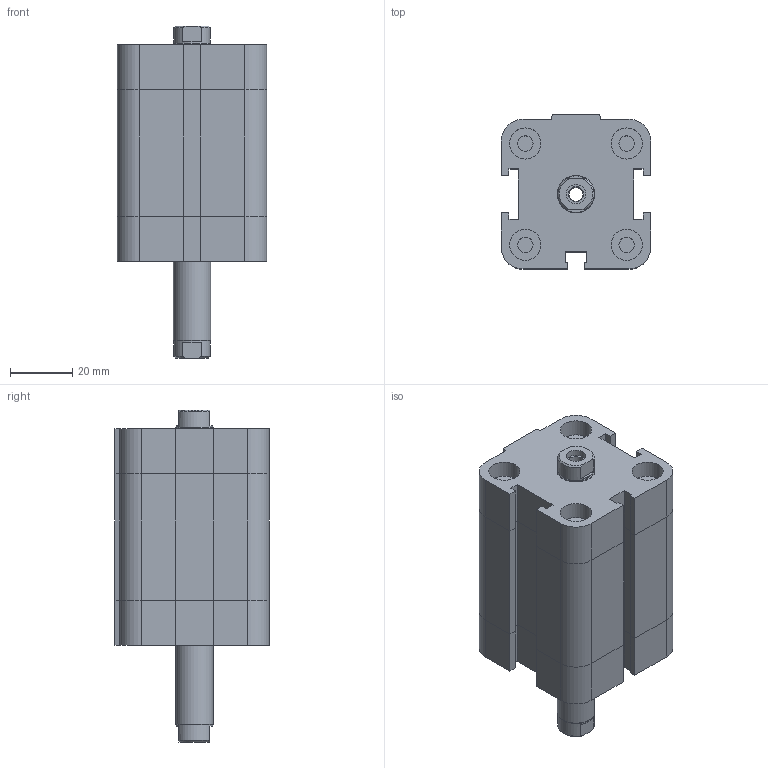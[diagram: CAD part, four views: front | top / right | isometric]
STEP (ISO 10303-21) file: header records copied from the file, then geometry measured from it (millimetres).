
FILE_DESCRIPTION((''),'2;1');
FILE_NAME('1561_32_0025_06_1.iam.stp','2009-04-20T15:04:26',(''),(''),'Autodesk Inventor 2009','Autodesk Inventor 2009','');
FILE_SCHEMA(('AUTOMOTIVE_DESIGN { 1 0 10303 214 1 1 1 1 }'));
Length unit declared in the file: millimetre
Products named in the file (3): 1561_32_0025_06_1; 1561_32_0025_03_1_C; 1561_32_0025_06_1_S
Assembly tree (2 placements, depth 2):
  1561_32_0025_06_1
    1561_32_0025_03_1_C
    1561_32_0025_06_1_S
Bounding box: 48 x 49.5 x 106.5 mm (x, y, z)
Volume: 141573.9 mm3; surface area: 31950.5 mm2
Topology: 2 solids, 2 shells, 175 faces, 382 edges, 233 vertices
Faces by surface type: plane 114, bspline 30, cylinder 25, cone 6
Full cylindrical faces by diameter (mm): 4.917 x5, 6.2 x1, 10 x4, 11.7 x2, 12 x1
Entity records: 4805 total; most frequent: CARTESIAN_POINT 1042, DIRECTION 712, ORIENTED_EDGE 680, EDGE_CURVE 340, VECTOR 252, LINE 252, AXIS2_PLACEMENT_3D 230, EDGE_LOOP 230
